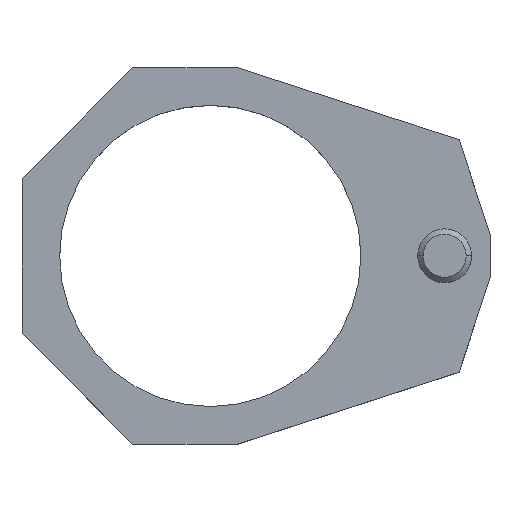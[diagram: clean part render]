
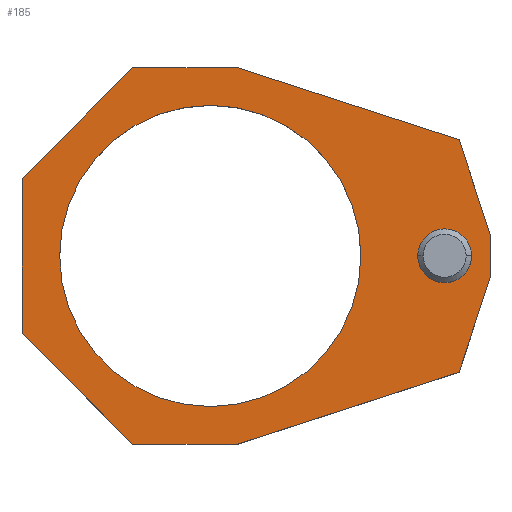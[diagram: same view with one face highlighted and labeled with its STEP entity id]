
A CAD part, top view. The second image highlights one B-rep face of the part: STEP entity #185.
In plain terms, the highlighted planar face has unit normal (0, 0, 1).
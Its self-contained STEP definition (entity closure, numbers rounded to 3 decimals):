
#185=ADVANCED_FACE('',(#378,#379,#380),#381,.T.);
#378=FACE_BOUND('',#575,.T.);
#379=FACE_BOUND('',#576,.T.);
#380=FACE_OUTER_BOUND('',#577,.T.);
#381=PLANE('',#578);
#575=EDGE_LOOP('',(#1017,#1018));
#576=EDGE_LOOP('',(#1019,#1020));
#577=EDGE_LOOP('',(#1021,#1022,#1023,#1024,#1025,#1026,#1027,#1028,#1029,#1030));
#578=AXIS2_PLACEMENT_3D('',#1031,#1032,#1033);
#1017=ORIENTED_EDGE('',*,*,#1185,.T.);
#1018=ORIENTED_EDGE('',*,*,#1227,.T.);
#1019=ORIENTED_EDGE('',*,*,#1149,.T.);
#1020=ORIENTED_EDGE('',*,*,#1268,.T.);
#1021=ORIENTED_EDGE('',*,*,#1242,.F.);
#1022=ORIENTED_EDGE('',*,*,#1126,.F.);
#1023=ORIENTED_EDGE('',*,*,#1133,.F.);
#1024=ORIENTED_EDGE('',*,*,#1172,.F.);
#1025=ORIENTED_EDGE('',*,*,#1167,.F.);
#1026=ORIENTED_EDGE('',*,*,#1219,.F.);
#1027=ORIENTED_EDGE('',*,*,#1179,.F.);
#1028=ORIENTED_EDGE('',*,*,#1203,.F.);
#1029=ORIENTED_EDGE('',*,*,#1215,.F.);
#1030=ORIENTED_EDGE('',*,*,#1222,.F.);
#1031=CARTESIAN_POINT('',(3.551,0.,7.0));
#1032=DIRECTION('',(0.0,0.0,1.0));
#1033=DIRECTION('',(1.0,0.0,0.0));
#1126=EDGE_CURVE('',#1323,#1324,#1325,.T.);
#1133=EDGE_CURVE('',#1336,#1323,#1337,.T.);
#1149=EDGE_CURVE('',#1365,#1362,#1366,.T.);
#1167=EDGE_CURVE('',#1395,#1396,#1397,.T.);
#1172=EDGE_CURVE('',#1396,#1336,#1404,.T.);
#1179=EDGE_CURVE('',#1413,#1414,#1415,.T.);
#1185=EDGE_CURVE('',#1424,#1422,#1425,.T.);
#1203=EDGE_CURVE('',#1455,#1413,#1456,.T.);
#1215=EDGE_CURVE('',#1472,#1455,#1473,.T.);
#1219=EDGE_CURVE('',#1414,#1395,#1478,.T.);
#1222=EDGE_CURVE('',#1481,#1472,#1482,.T.);
#1227=EDGE_CURVE('',#1422,#1424,#1488,.T.);
#1242=EDGE_CURVE('',#1324,#1481,#1512,.T.);
#1268=EDGE_CURVE('',#1362,#1365,#1546,.T.);
#1323=VERTEX_POINT('',#1606);
#1324=VERTEX_POINT('',#1607);
#1325=LINE('',#1608,#1609);
#1336=VERTEX_POINT('',#1623);
#1337=LINE('',#1624,#1625);
#1362=VERTEX_POINT('',#1683);
#1365=VERTEX_POINT('',#1687);
#1366=CIRCLE('',#1688,14.0);
#1395=VERTEX_POINT('',#1807);
#1396=VERTEX_POINT('',#1808);
#1397=LINE('',#1809,#1810);
#1404=LINE('',#1820,#1821);
#1413=VERTEX_POINT('',#1833);
#1414=VERTEX_POINT('',#1834);
#1415=LINE('',#1835,#1836);
#1422=VERTEX_POINT('',#1846);
#1424=VERTEX_POINT('',#1849);
#1425=CIRCLE('',#1850,2.5);
#1455=VERTEX_POINT('',#1897);
#1456=LINE('',#1898,#1899);
#1472=VERTEX_POINT('',#1963);
#1473=LINE('',#1964,#1965);
#1478=LINE('',#1972,#1973);
#1481=VERTEX_POINT('',#1977);
#1482=LINE('',#1978,#1979);
#1488=CIRCLE('',#1987,2.5);
#1512=LINE('',#2017,#2018);
#1546=CIRCLE('',#2070,14.0);
#1606=CARTESIAN_POINT('',(26.0,2.0,7.0));
#1607=CARTESIAN_POINT('',(26.0,-2.0,7.0));
#1608=CARTESIAN_POINT('',(26.0,-2.0,7.0));
#1609=VECTOR('',#2212,1.0);
#1623=CARTESIAN_POINT('',(23.143,10.793,7.0));
#1624=CARTESIAN_POINT('',(26.0,2.0,7.0));
#1625=VECTOR('',#2222,1.0);
#1683=CARTESIAN_POINT('',(14.0,0.,7.0));
#1687=CARTESIAN_POINT('',(-14.0,0.0,7.0));
#1688=AXIS2_PLACEMENT_3D('',#2236,#2237,#2238);
#1807=CARTESIAN_POINT('',(-7.2,17.5,7.0));
#1808=CARTESIAN_POINT('',(2.5,17.5,7.0));
#1809=CARTESIAN_POINT('',(2.5,17.5,7.0));
#1810=VECTOR('',#2254,1.0);
#1820=CARTESIAN_POINT('',(23.143,10.793,7.0));
#1821=VECTOR('',#2258,1.0);
#1833=CARTESIAN_POINT('',(-17.5,-7.2,7.0));
#1834=CARTESIAN_POINT('',(-17.5,7.2,7.0));
#1835=CARTESIAN_POINT('',(-17.5,7.2,7.0));
#1836=VECTOR('',#2265,1.0);
#1846=CARTESIAN_POINT('',(19.281,0.,7.0));
#1849=CARTESIAN_POINT('',(24.281,0.,7.0));
#1850=AXIS2_PLACEMENT_3D('',#2270,#2271,#2272);
#1897=CARTESIAN_POINT('',(-7.2,-17.5,7.0));
#1898=CARTESIAN_POINT('',(-17.5,-7.2,7.0));
#1899=VECTOR('',#2293,1.0);
#1963=CARTESIAN_POINT('',(2.5,-17.5,7.0));
#1964=CARTESIAN_POINT('',(-7.2,-17.5,7.0));
#1965=VECTOR('',#2300,1.0);
#1972=CARTESIAN_POINT('',(-7.2,17.5,7.0));
#1973=VECTOR('',#2303,1.0);
#1977=CARTESIAN_POINT('',(23.143,-10.793,7.0));
#1978=CARTESIAN_POINT('',(2.5,-17.5,7.0));
#1979=VECTOR('',#2305,1.0);
#1987=AXIS2_PLACEMENT_3D('',#2311,#2312,#2313);
#2017=CARTESIAN_POINT('',(23.143,-10.793,7.0));
#2018=VECTOR('',#2335,1.0);
#2070=AXIS2_PLACEMENT_3D('',#2369,#2370,#2371);
#2212=DIRECTION('',(0.0,-1.0,0.0));
#2222=DIRECTION('',(0.309,-0.951,0.0));
#2236=CARTESIAN_POINT('',(0.0,0.0,7.0));
#2237=DIRECTION('',(0.0,0.0,-1.0));
#2238=DIRECTION('',(1.0,0.0,0.0));
#2254=DIRECTION('',(1.0,0.0,0.0));
#2258=DIRECTION('',(0.951,-0.309,0.0));
#2265=DIRECTION('',(0.0,1.0,0.0));
#2270=CARTESIAN_POINT('',(21.781,0.0,7.0));
#2271=DIRECTION('',(0.0,0.0,-1.0));
#2272=DIRECTION('',(-1.0,0.,0.0));
#2293=DIRECTION('',(-0.707,0.707,0.0));
#2300=DIRECTION('',(-1.0,0.0,0.0));
#2303=DIRECTION('',(0.707,0.707,0.0));
#2305=DIRECTION('',(-0.951,-0.309,0.0));
#2311=CARTESIAN_POINT('',(21.781,0.0,7.0));
#2312=DIRECTION('',(0.0,0.0,-1.0));
#2313=DIRECTION('',(-1.0,0.,0.0));
#2335=DIRECTION('',(-0.309,-0.951,0.0));
#2369=CARTESIAN_POINT('',(0.0,0.0,7.0));
#2370=DIRECTION('',(0.0,0.0,-1.0));
#2371=DIRECTION('',(1.0,0.0,0.0));
